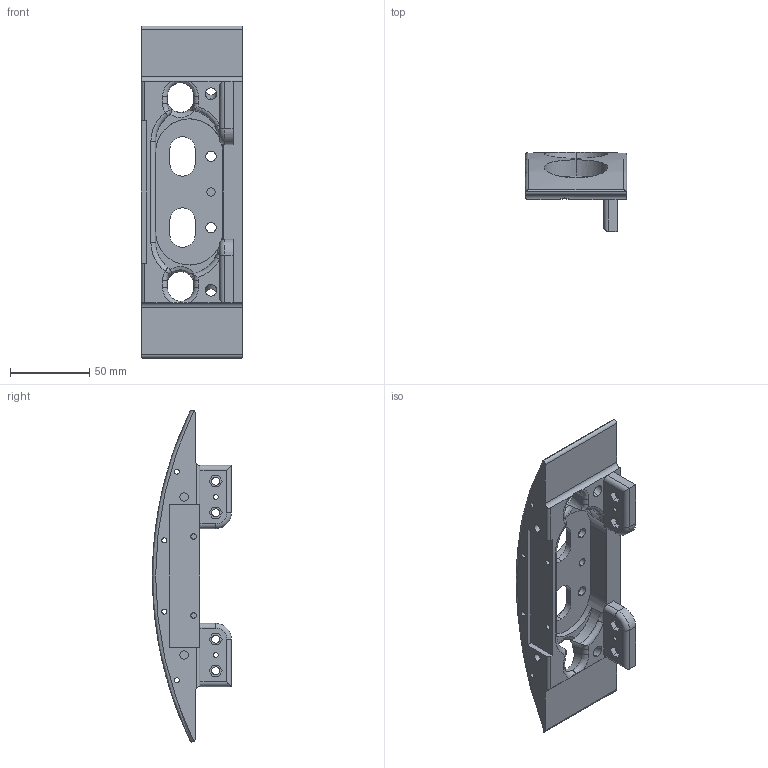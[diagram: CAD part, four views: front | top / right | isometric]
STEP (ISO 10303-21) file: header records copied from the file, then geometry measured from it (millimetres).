
FILE_DESCRIPTION (( 'STEP AP214' ), '1' );
FILE_NAME ('Sensorbox curved_64_15.STEP', '2025-05-09T18:25:02', ( '' ), ( '' ), 'SwSTEP 2.0', 'SolidWorks 2021', '' );
FILE_SCHEMA (( 'AUTOMOTIVE_DESIGN' ));
Length unit declared in the file: millimetre
Products named in the file (1): Sensorbox curved_64_15
Bounding box: 64 x 49.99 x 210 mm (x, y, z)
Volume: 168523.9 mm3; surface area: 49531.5 mm2
Topology: 1 solids, 1 shells, 205 faces, 536 edges, 344 vertices
Faces by surface type: cylinder 96, plane 76, bspline 18, torus 8, cone 4, sphere 3
Entity records: 7832 total; most frequent: CARTESIAN_POINT 2789, ORIENTED_EDGE 1072, DIRECTION 1001, EDGE_CURVE 536, AXIS2_PLACEMENT_3D 370, VERTEX_POINT 344, VECTOR 261, LINE 261
